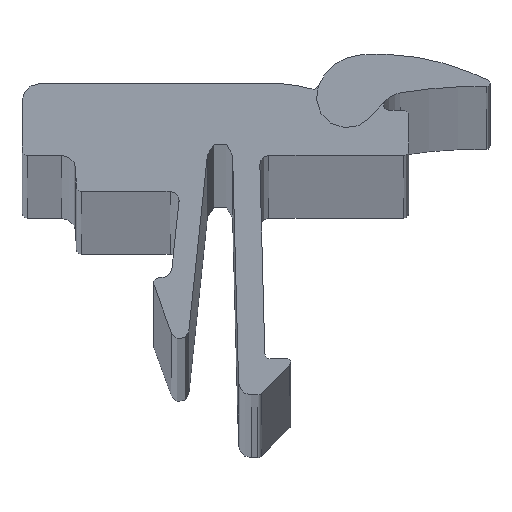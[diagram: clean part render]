
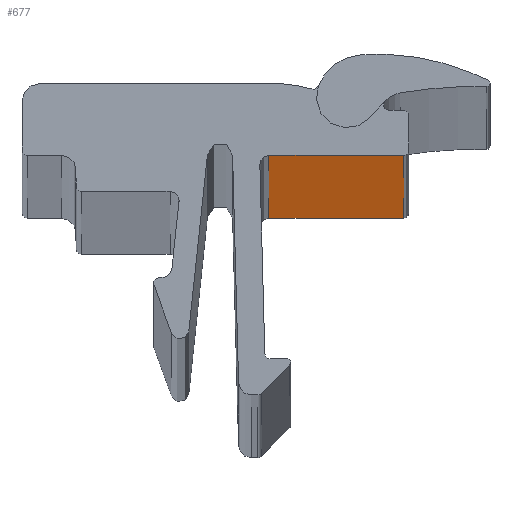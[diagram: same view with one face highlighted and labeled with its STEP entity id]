
A CAD part, top view. The second image highlights one B-rep face of the part: STEP entity #677.
In plain terms, the highlighted planar face has unit normal (0, -1, 0).
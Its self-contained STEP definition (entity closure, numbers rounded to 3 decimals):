
#8 = CARTESIAN_POINT ( 'NONE',  ( 6.2, -3.32, -1000. ) ) ;
#25 = DIRECTION ( 'NONE',  ( -1., 0., 0. ) ) ;
#42 = ORIENTED_EDGE ( 'NONE', *, *, #1303, .F. ) ;
#90 = EDGE_CURVE ( 'NONE', #1397, #1300, #694, .T. ) ;
#171 = LINE ( 'NONE', #965, #807 ) ;
#268 = DIRECTION ( 'NONE',  ( 0., 0., 1. ) ) ;
#284 = FACE_OUTER_BOUND ( 'NONE', #983, .T. ) ;
#299 = VECTOR ( 'NONE', #268, 1000. ) ;
#364 = ORIENTED_EDGE ( 'NONE', *, *, #1020, .T. ) ;
#408 = DIRECTION ( 'NONE',  ( 0., 1., 0. ) ) ;
#436 = CARTESIAN_POINT ( 'NONE',  ( 6.2, -3.32, 1000. ) ) ;
#522 = VECTOR ( 'NONE', #1064, 1000. ) ;
#571 = CARTESIAN_POINT ( 'NONE',  ( 6.2, -3.32, 1000. ) ) ;
#600 = EDGE_CURVE ( 'NONE', #1179, #1233, #795, .T. ) ;
#677 = ADVANCED_FACE ( 'NONE', ( #284 ), #1610, .F. ) ;
#678 = CARTESIAN_POINT ( 'NONE',  ( 6.2, -3.32, -1000. ) ) ;
#681 = DIRECTION ( 'NONE',  ( 0., 0., 1. ) ) ;
#694 = LINE ( 'NONE', #571, #522 ) ;
#708 = ORIENTED_EDGE ( 'NONE', *, *, #90, .T. ) ;
#788 = DIRECTION ( 'NONE',  ( 0., 0., 1. ) ) ;
#795 = LINE ( 'NONE', #8, #1371 ) ;
#807 = VECTOR ( 'NONE', #681, 1000. ) ;
#897 = CARTESIAN_POINT ( 'NONE',  ( -1.286, -3.32, 1000. ) ) ;
#965 = CARTESIAN_POINT ( 'NONE',  ( 6.2, -3.32, -1000. ) ) ;
#983 = EDGE_LOOP ( 'NONE', ( #708, #42, #1159, #364 ) ) ;
#1020 = EDGE_CURVE ( 'NONE', #1179, #1397, #171, .T. ) ;
#1064 = DIRECTION ( 'NONE',  ( -1., 0., 0. ) ) ;
#1159 = ORIENTED_EDGE ( 'NONE', *, *, #600, .F. ) ;
#1179 = VERTEX_POINT ( 'NONE', #1255 ) ;
#1233 = VERTEX_POINT ( 'NONE', #1425 ) ;
#1255 = CARTESIAN_POINT ( 'NONE',  ( 6.2, -3.32, -1000. ) ) ;
#1300 = VERTEX_POINT ( 'NONE', #897 ) ;
#1303 = EDGE_CURVE ( 'NONE', #1233, #1300, #1457, .T. ) ;
#1325 = CARTESIAN_POINT ( 'NONE',  ( -1.286, -3.32, -1000. ) ) ;
#1371 = VECTOR ( 'NONE', #25, 1000. ) ;
#1397 = VERTEX_POINT ( 'NONE', #436 ) ;
#1425 = CARTESIAN_POINT ( 'NONE',  ( -1.286, -3.32, -1000. ) ) ;
#1457 = LINE ( 'NONE', #1325, #299 ) ;
#1586 = AXIS2_PLACEMENT_3D ( 'NONE', #678, #408, #788 ) ;
#1610 = PLANE ( 'NONE',  #1586 ) ;
